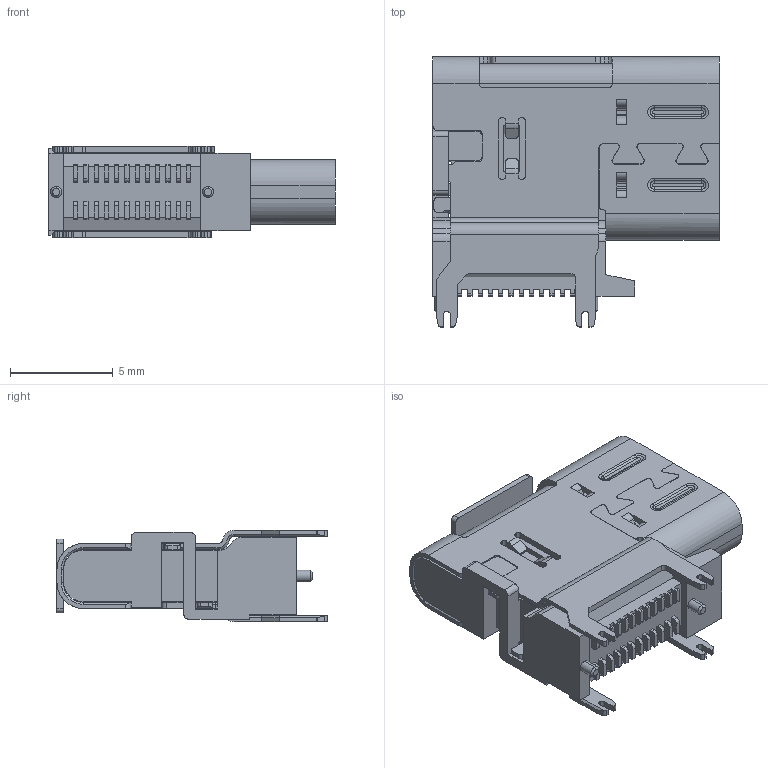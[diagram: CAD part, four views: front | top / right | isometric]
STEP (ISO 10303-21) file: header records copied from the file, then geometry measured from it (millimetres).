
FILE_DESCRIPTION((''),'2;1');
FILE_NAME('ASM0001_ASM','2024-07-15T09:38:09',('Administrator'),(''),'CREO PARAMETRIC BY PTC INC, 2020154','CREO PARAMETRIC BY PTC INC, 2020154','');
FILE_SCHEMA(('AUTOMOTIVE_DESIGN { 1 0 10303 214 1 1 1 1 }'));
Length unit declared in the file: millimetre
Products named in the file (2): PRT0001_1; ASM0001_ASM
Assembly tree (1 placements, depth 2):
  ASM0001_ASM
    PRT0001_1
Bounding box: 13.95 x 13.17 x 4.46 mm (x, y, z)
Volume: 389.5 mm3; surface area: 1084 mm2
Topology: 1 solids, 1 shells, 954 faces, 2833 edges, 1872 vertices
Faces by surface type: plane 668, cylinder 249, cone 21, torus 8, bspline 8
Entity records: 39987 total; most frequent: CARTESIAN_POINT 6327, ORIENTED_EDGE 5666, DIRECTION 5196, EDGE_CURVE 2833, VECTOR 2196, LINE 2196, VERTEX_POINT 1872, AXIS2_PLACEMENT_3D 1500
